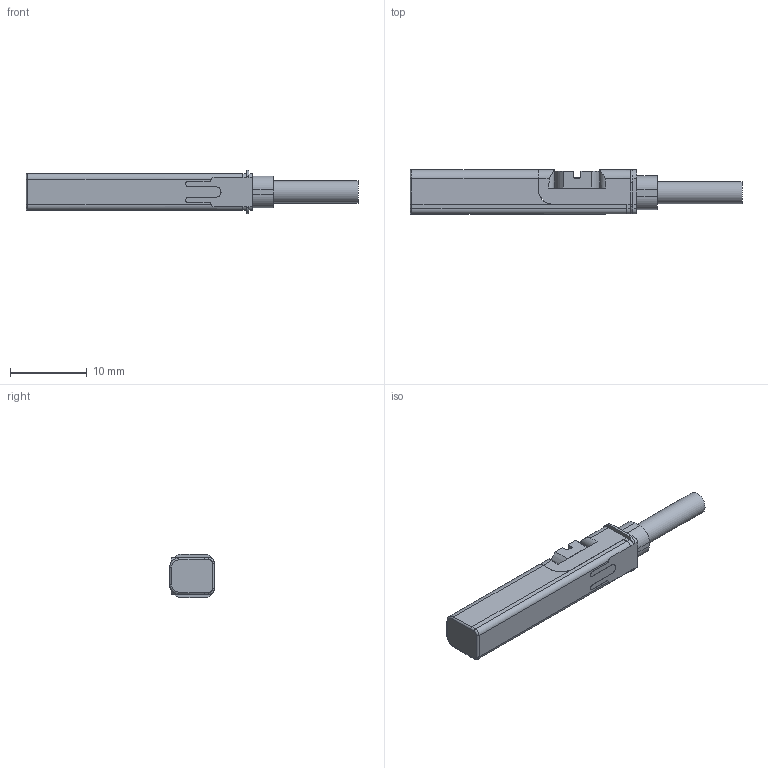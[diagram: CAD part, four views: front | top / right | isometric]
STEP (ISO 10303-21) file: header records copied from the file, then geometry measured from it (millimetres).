
FILE_DESCRIPTION(/* description */ ('Alibre Inc.'),/* implementation_level */ '2;1');
FILE_NAME(/* name */ 'export-CEF7A919-54A9-49C7-BF10-CA51FBD90958',/* time_stamp */ '2021-10-11T16:38:48+02:00',/* author */ (''),/* organization */ (''),/* preprocessor_version */ 'ST-DEVELOPER v17',/* originating_system */ 'Alibre',/* authorisation */ '');
FILE_SCHEMA (('AUTOMOTIVE_DESIGN'));
Length unit declared in the file: millimetre
Products named in the file (1): _W095414
Bounding box: 43.2 x 5.8 x 5.7 mm (x, y, z)
Volume: 876.8 mm3; surface area: 979.4 mm2
Topology: 1 solids, 1 shells, 129 faces, 348 edges, 224 vertices
Faces by surface type: plane 76, cylinder 48, torus 5
Full cylindrical faces by diameter (mm): 1.47 x1, 2.5 x1, 2.9 x1
Entity records: 4109 total; most frequent: CARTESIAN_POINT 769, ORIENTED_EDGE 696, DIRECTION 626, EDGE_CURVE 348, AXIS2_PLACEMENT_3D 236, VECTOR 225, LINE 225, VERTEX_POINT 224
